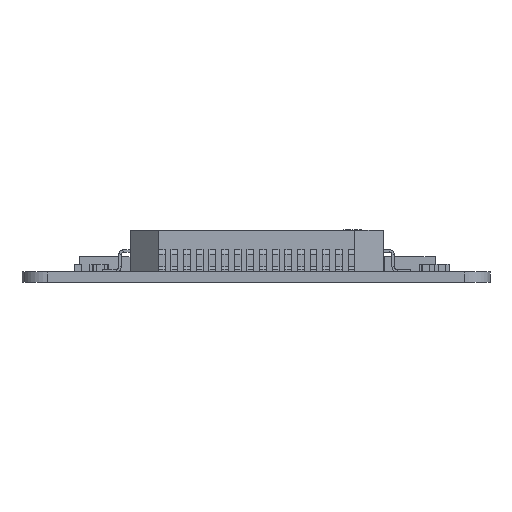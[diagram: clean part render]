
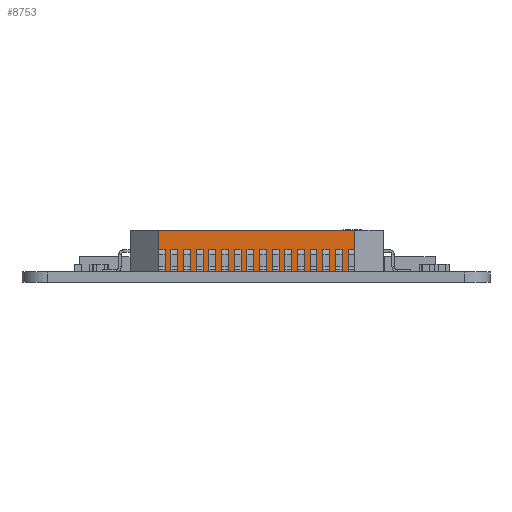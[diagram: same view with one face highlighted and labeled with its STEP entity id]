
A CAD part, front view. The second image highlights one B-rep face of the part: STEP entity #8753.
In plain terms, the highlighted face is planar.
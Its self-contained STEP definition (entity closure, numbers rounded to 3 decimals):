
#8312 = VERTEX_POINT('',#8313);
#8313 = CARTESIAN_POINT('',(10.,1.115,1.65));
#8319 = EDGE_CURVE('',#8312,#8320,#8322,.T.);
#8320 = VERTEX_POINT('',#8321);
#8321 = CARTESIAN_POINT('',(10.,8.885,1.65));
#8322 = LINE('',#8323,#8324);
#8323 = CARTESIAN_POINT('',(10.,0.,1.65));
#8324 = VECTOR('',#8325,1.);
#8325 = DIRECTION('',(0.,1.,0.));
#8668 = VERTEX_POINT('',#8669);
#8669 = CARTESIAN_POINT('',(10.,8.885,0.));
#8675 = EDGE_CURVE('',#8676,#8668,#8678,.T.);
#8676 = VERTEX_POINT('',#8677);
#8677 = CARTESIAN_POINT('',(10.,1.115,0.));
#8678 = LINE('',#8679,#8680);
#8679 = CARTESIAN_POINT('',(10.,0.,0.));
#8680 = VECTOR('',#8681,1.);
#8681 = DIRECTION('',(0.,1.,0.));
#8743 = EDGE_CURVE('',#8668,#8320,#8744,.T.);
#8744 = LINE('',#8745,#8746);
#8745 = CARTESIAN_POINT('',(10.,8.885,0.));
#8746 = VECTOR('',#8747,1.);
#8747 = DIRECTION('',(0.,0.,1.));
#8753 = ADVANCED_FACE('',(#8754),#8765,.T.);
#8754 = FACE_BOUND('',#8755,.T.);
#8755 = EDGE_LOOP('',(#8756,#8757,#8763,#8764));
#8756 = ORIENTED_EDGE('',*,*,#8319,.F.);
#8757 = ORIENTED_EDGE('',*,*,#8758,.F.);
#8758 = EDGE_CURVE('',#8676,#8312,#8759,.T.);
#8759 = LINE('',#8760,#8761);
#8760 = CARTESIAN_POINT('',(10.,1.115,0.));
#8761 = VECTOR('',#8762,1.);
#8762 = DIRECTION('',(0.,0.,1.));
#8763 = ORIENTED_EDGE('',*,*,#8675,.T.);
#8764 = ORIENTED_EDGE('',*,*,#8743,.T.);
#8765 = PLANE('',#8766);
#8766 = AXIS2_PLACEMENT_3D('',#8767,#8768,#8769);
#8767 = CARTESIAN_POINT('',(10.,0.,0.));
#8768 = DIRECTION('',(1.,0.,0.));
#8769 = DIRECTION('',(0.,0.,1.));
